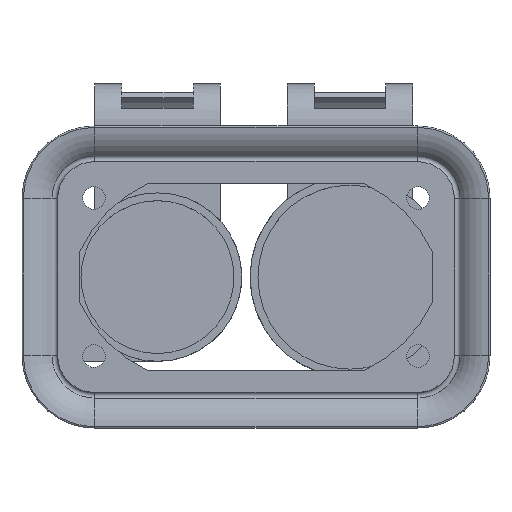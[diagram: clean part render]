
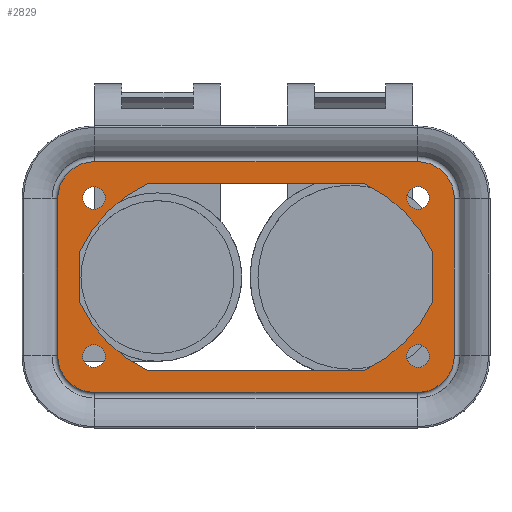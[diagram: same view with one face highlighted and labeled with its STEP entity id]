
A CAD part, top view. The second image highlights one B-rep face of the part: STEP entity #2829.
In plain terms, the highlighted planar face has unit normal (0, 0, 1).
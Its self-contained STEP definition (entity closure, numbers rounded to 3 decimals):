
#620=CARTESIAN_POINT('',(-25.,12.2,1.));
#621=DIRECTION('',(0.,0.,-1.));
#622=DIRECTION('',(1.,0.,0.));
#623=AXIS2_PLACEMENT_3D('',#620,#621,#622);
#625=CARTESIAN_POINT('',(-25.,12.2,1.));
#626=DIRECTION('',(0.,0.,-1.));
#627=DIRECTION('',(-1.,0.,0.));
#628=AXIS2_PLACEMENT_3D('',#625,#626,#627);
#630=CARTESIAN_POINT('',(25.,12.2,1.));
#631=DIRECTION('',(0.,0.,-1.));
#632=DIRECTION('',(1.,0.,0.));
#633=AXIS2_PLACEMENT_3D('',#630,#631,#632);
#635=CARTESIAN_POINT('',(25.,12.2,1.));
#636=DIRECTION('',(0.,0.,-1.));
#637=DIRECTION('',(-1.,0.,0.));
#638=AXIS2_PLACEMENT_3D('',#635,#636,#637);
#640=CARTESIAN_POINT('',(-25.,-12.2,1.));
#641=DIRECTION('',(0.,0.,-1.));
#642=DIRECTION('',(1.,0.,0.));
#643=AXIS2_PLACEMENT_3D('',#640,#641,#642);
#645=CARTESIAN_POINT('',(-25.,-12.2,1.));
#646=DIRECTION('',(0.,0.,-1.));
#647=DIRECTION('',(-1.,0.,0.));
#648=AXIS2_PLACEMENT_3D('',#645,#646,#647);
#650=CARTESIAN_POINT('',(25.,-12.2,1.));
#651=DIRECTION('',(0.,0.,-1.));
#652=DIRECTION('',(1.,0.,0.));
#653=AXIS2_PLACEMENT_3D('',#650,#651,#652);
#655=CARTESIAN_POINT('',(25.,-12.2,1.));
#656=DIRECTION('',(0.,0.,-1.));
#657=DIRECTION('',(-1.,0.,0.));
#658=AXIS2_PLACEMENT_3D('',#655,#656,#657);
#660=CARTESIAN_POINT('',(7.322,-5.478,1.));
#661=DIRECTION('',(0.,0.,-1.));
#662=DIRECTION('',(0.429,0.904,0.));
#663=AXIS2_PLACEMENT_3D('',#660,#661,#662);
#665=DIRECTION('',(1.,0.,0.));
#666=VECTOR('',#665,33.5);
#667=CARTESIAN_POINT('',(-16.75,14.4,1.));
#668=LINE('',#667,#666);
#669=CARTESIAN_POINT('',(-7.322,-5.478,1.));
#670=DIRECTION('',(0.,0.,-1.));
#671=DIRECTION('',(-0.904,0.429,0.));
#672=AXIS2_PLACEMENT_3D('',#669,#670,#671);
#674=DIRECTION('',(0.,1.,0.));
#675=VECTOR('',#674,7.9);
#676=CARTESIAN_POINT('',(-27.2,-3.95,1.));
#677=LINE('',#676,#675);
#678=CARTESIAN_POINT('',(-7.322,5.478,1.));
#679=DIRECTION('',(0.,0.,-1.));
#680=DIRECTION('',(-0.429,-0.904,0.));
#681=AXIS2_PLACEMENT_3D('',#678,#679,#680);
#683=DIRECTION('',(-1.,0.,0.));
#684=VECTOR('',#683,33.5);
#685=CARTESIAN_POINT('',(16.75,-14.4,1.));
#686=LINE('',#685,#684);
#687=CARTESIAN_POINT('',(7.322,5.478,1.));
#688=DIRECTION('',(0.,0.,-1.));
#689=DIRECTION('',(0.904,-0.429,0.));
#690=AXIS2_PLACEMENT_3D('',#687,#688,#689);
#692=DIRECTION('',(0.,-1.,0.));
#693=VECTOR('',#692,7.9);
#694=CARTESIAN_POINT('',(27.2,3.95,1.));
#695=LINE('',#694,#693);
#696=DIRECTION('',(-1.,0.,0.));
#697=VECTOR('',#696,49.8);
#698=CARTESIAN_POINT('',(24.9,17.8,1.));
#699=LINE('',#698,#697);
#700=CARTESIAN_POINT('',(24.9,12.1,1.));
#701=DIRECTION('',(0.,0.,1.));
#702=DIRECTION('',(1.,0.,0.));
#703=AXIS2_PLACEMENT_3D('',#700,#701,#702);
#705=DIRECTION('',(0.,1.,0.));
#706=VECTOR('',#705,24.2);
#707=CARTESIAN_POINT('',(30.6,-12.1,1.));
#708=LINE('',#707,#706);
#709=CARTESIAN_POINT('',(24.9,-12.1,1.));
#710=DIRECTION('',(0.,0.,1.));
#711=DIRECTION('',(0.,-1.,0.));
#712=AXIS2_PLACEMENT_3D('',#709,#710,#711);
#714=DIRECTION('',(1.,0.,0.));
#715=VECTOR('',#714,49.8);
#716=CARTESIAN_POINT('',(-24.9,-17.8,1.));
#717=LINE('',#716,#715);
#718=CARTESIAN_POINT('',(-24.9,-12.1,1.));
#719=DIRECTION('',(0.,0.,1.));
#720=DIRECTION('',(-1.,0.,0.));
#721=AXIS2_PLACEMENT_3D('',#718,#719,#720);
#723=DIRECTION('',(0.,-1.,0.));
#724=VECTOR('',#723,24.2);
#725=CARTESIAN_POINT('',(-30.6,12.1,1.));
#726=LINE('',#725,#724);
#727=CARTESIAN_POINT('',(-24.9,12.1,1.));
#728=DIRECTION('',(0.,0.,1.));
#729=DIRECTION('',(0.,1.,0.));
#730=AXIS2_PLACEMENT_3D('',#727,#728,#729);
#1519=CARTESIAN_POINT('',(-23.25,12.2,1.));
#1520=CARTESIAN_POINT('',(-26.75,12.2,1.));
#1521=VERTEX_POINT('',#1519);
#1522=VERTEX_POINT('',#1520);
#1523=CARTESIAN_POINT('',(26.75,12.2,1.));
#1524=CARTESIAN_POINT('',(23.25,12.2,1.));
#1525=VERTEX_POINT('',#1523);
#1526=VERTEX_POINT('',#1524);
#1527=CARTESIAN_POINT('',(-23.25,-12.2,1.));
#1528=CARTESIAN_POINT('',(-26.75,-12.2,1.));
#1529=VERTEX_POINT('',#1527);
#1530=VERTEX_POINT('',#1528);
#1531=CARTESIAN_POINT('',(26.75,-12.2,1.));
#1532=CARTESIAN_POINT('',(23.25,-12.2,1.));
#1533=VERTEX_POINT('',#1531);
#1534=VERTEX_POINT('',#1532);
#1535=CARTESIAN_POINT('',(16.75,14.4,1.));
#1536=CARTESIAN_POINT('',(27.2,3.95,1.));
#1537=VERTEX_POINT('',#1535);
#1538=VERTEX_POINT('',#1536);
#1539=CARTESIAN_POINT('',(27.2,-3.95,1.));
#1540=VERTEX_POINT('',#1539);
#1541=CARTESIAN_POINT('',(16.75,-14.4,1.));
#1542=VERTEX_POINT('',#1541);
#1543=CARTESIAN_POINT('',(-16.75,-14.4,1.));
#1544=VERTEX_POINT('',#1543);
#1545=CARTESIAN_POINT('',(-27.2,-3.95,1.));
#1546=VERTEX_POINT('',#1545);
#1547=CARTESIAN_POINT('',(-27.2,3.95,1.));
#1548=VERTEX_POINT('',#1547);
#1549=CARTESIAN_POINT('',(-16.75,14.4,1.));
#1550=VERTEX_POINT('',#1549);
#1579=CARTESIAN_POINT('',(24.9,17.8,1.));
#1580=CARTESIAN_POINT('',(-24.9,17.8,1.));
#1581=VERTEX_POINT('',#1579);
#1582=VERTEX_POINT('',#1580);
#1727=CARTESIAN_POINT('',(-30.6,12.1,1.));
#1728=VERTEX_POINT('',#1727);
#1729=CARTESIAN_POINT('',(-30.6,-12.1,1.));
#1730=VERTEX_POINT('',#1729);
#1731=CARTESIAN_POINT('',(-24.9,-17.8,1.));
#1732=VERTEX_POINT('',#1731);
#1733=CARTESIAN_POINT('',(24.9,-17.8,1.));
#1734=VERTEX_POINT('',#1733);
#1735=CARTESIAN_POINT('',(30.6,-12.1,1.));
#1736=VERTEX_POINT('',#1735);
#1737=CARTESIAN_POINT('',(30.6,12.1,1.));
#1738=VERTEX_POINT('',#1737);
#2765=CARTESIAN_POINT('',(0.,0.,1.));
#2766=DIRECTION('',(0.,0.,1.));
#2767=DIRECTION('',(1.,0.,0.));
#2768=AXIS2_PLACEMENT_3D('',#2765,#2766,#2767);
#2769=PLANE('',#2768);
#2771=ORIENTED_EDGE('',*,*,#2770,.F.);
#2773=ORIENTED_EDGE('',*,*,#2772,.F.);
#2775=ORIENTED_EDGE('',*,*,#2774,.F.);
#2777=ORIENTED_EDGE('',*,*,#2776,.F.);
#2779=ORIENTED_EDGE('',*,*,#2778,.F.);
#2781=ORIENTED_EDGE('',*,*,#2780,.F.);
#2782=ORIENTED_EDGE('',*,*,#2755,.F.);
#2784=ORIENTED_EDGE('',*,*,#2783,.F.);
#2785=EDGE_LOOP('',(#2771,#2773,#2775,#2777,#2779,#2781,#2782,#2784));
#2786=FACE_OUTER_BOUND('',#2785,.F.);
#2788=ORIENTED_EDGE('',*,*,#2787,.F.);
#2790=ORIENTED_EDGE('',*,*,#2789,.F.);
#2791=EDGE_LOOP('',(#2788,#2790));
#2792=FACE_BOUND('',#2791,.F.);
#2794=ORIENTED_EDGE('',*,*,#2793,.F.);
#2796=ORIENTED_EDGE('',*,*,#2795,.F.);
#2797=EDGE_LOOP('',(#2794,#2796));
#2798=FACE_BOUND('',#2797,.F.);
#2800=ORIENTED_EDGE('',*,*,#2799,.F.);
#2802=ORIENTED_EDGE('',*,*,#2801,.F.);
#2803=EDGE_LOOP('',(#2800,#2802));
#2804=FACE_BOUND('',#2803,.F.);
#2806=ORIENTED_EDGE('',*,*,#2805,.F.);
#2808=ORIENTED_EDGE('',*,*,#2807,.F.);
#2810=ORIENTED_EDGE('',*,*,#2809,.F.);
#2812=ORIENTED_EDGE('',*,*,#2811,.F.);
#2814=ORIENTED_EDGE('',*,*,#2813,.F.);
#2816=ORIENTED_EDGE('',*,*,#2815,.F.);
#2818=ORIENTED_EDGE('',*,*,#2817,.F.);
#2820=ORIENTED_EDGE('',*,*,#2819,.F.);
#2821=EDGE_LOOP('',(#2806,#2808,#2810,#2812,#2814,#2816,#2818,#2820));
#2822=FACE_BOUND('',#2821,.F.);
#2824=ORIENTED_EDGE('',*,*,#2823,.F.);
#2826=ORIENTED_EDGE('',*,*,#2825,.F.);
#2827=EDGE_LOOP('',(#2824,#2826));
#2828=FACE_BOUND('',#2827,.F.);
#2829=ADVANCED_FACE('',(#2786,#2792,#2798,#2804,#2822,#2828),#2769,.T.);
#624=CIRCLE('',#623,1.75);
#629=CIRCLE('',#628,1.75);
#634=CIRCLE('',#633,1.75);
#639=CIRCLE('',#638,1.75);
#644=CIRCLE('',#643,1.75);
#649=CIRCLE('',#648,1.75);
#654=CIRCLE('',#653,1.75);
#659=CIRCLE('',#658,1.75);
#664=CIRCLE('',#663,22.);
#673=CIRCLE('',#672,22.);
#682=CIRCLE('',#681,22.);
#691=CIRCLE('',#690,22.);
#704=CIRCLE('',#703,5.7);
#713=CIRCLE('',#712,5.7);
#722=CIRCLE('',#721,5.7);
#731=CIRCLE('',#730,5.7);
#2755=EDGE_CURVE('',#1728,#1730,#726,.T.);
#2770=EDGE_CURVE('',#1581,#1582,#699,.T.);
#2772=EDGE_CURVE('',#1738,#1581,#704,.T.);
#2774=EDGE_CURVE('',#1736,#1738,#708,.T.);
#2776=EDGE_CURVE('',#1734,#1736,#713,.T.);
#2778=EDGE_CURVE('',#1732,#1734,#717,.T.);
#2780=EDGE_CURVE('',#1730,#1732,#722,.T.);
#2783=EDGE_CURVE('',#1582,#1728,#731,.T.);
#2787=EDGE_CURVE('',#1525,#1526,#634,.T.);
#2789=EDGE_CURVE('',#1526,#1525,#639,.T.);
#2793=EDGE_CURVE('',#1529,#1530,#644,.T.);
#2795=EDGE_CURVE('',#1530,#1529,#649,.T.);
#2799=EDGE_CURVE('',#1533,#1534,#654,.T.);
#2801=EDGE_CURVE('',#1534,#1533,#659,.T.);
#2805=EDGE_CURVE('',#1537,#1538,#664,.T.);
#2807=EDGE_CURVE('',#1550,#1537,#668,.T.);
#2809=EDGE_CURVE('',#1548,#1550,#673,.T.);
#2811=EDGE_CURVE('',#1546,#1548,#677,.T.);
#2813=EDGE_CURVE('',#1544,#1546,#682,.T.);
#2815=EDGE_CURVE('',#1542,#1544,#686,.T.);
#2817=EDGE_CURVE('',#1540,#1542,#691,.T.);
#2819=EDGE_CURVE('',#1538,#1540,#695,.T.);
#2823=EDGE_CURVE('',#1521,#1522,#624,.T.);
#2825=EDGE_CURVE('',#1522,#1521,#629,.T.);
